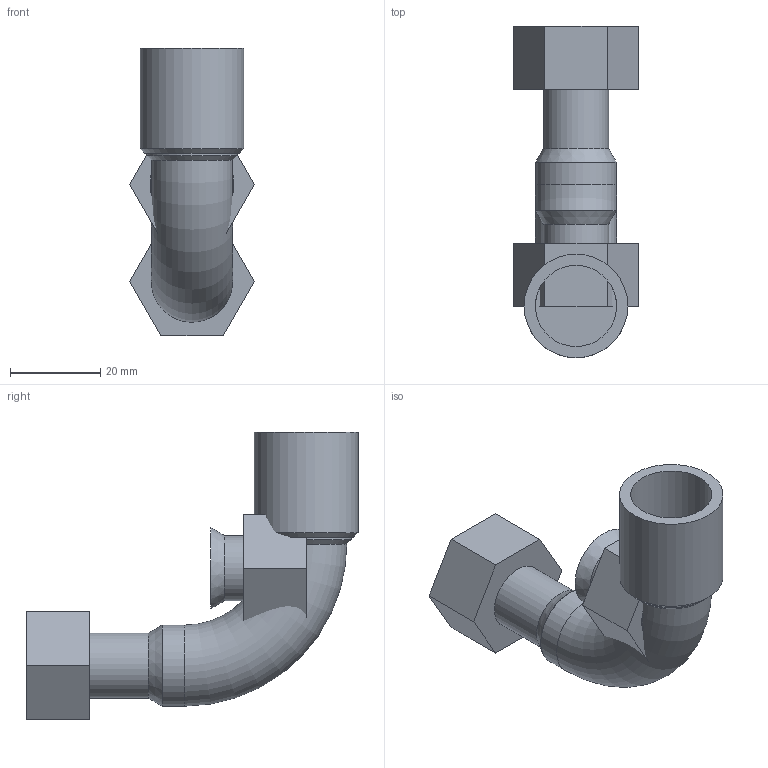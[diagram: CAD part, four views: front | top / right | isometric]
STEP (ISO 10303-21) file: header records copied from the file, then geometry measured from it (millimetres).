
FILE_DESCRIPTION( ( 'Unknown' ), '1' );
FILE_NAME( 'F35R1-2DN18.stp', 'Unknown', ( 'Unknown' ), ( 'Unknown' ), 'PSStep 14.0', 'Unknown', ' ' );
FILE_SCHEMA( ( 'AUTOMOTIVE_DESIGN { 1 0 10303 214 1 1 1 1 }' ) );
Length unit declared in the file: millimetre
Products named in the file (4): Assem1; COD90MHDN18corteGEN; LOCA1-2_18corte; TUERCA1-2_15gen
Bounding box: 27.71 x 73.7 x 63.8 mm (x, y, z)
Volume: 27544 mm3; surface area: 27171.6 mm2
Topology: 6 solids, 6 shells, 70 faces, 138 edges, 92 vertices
Faces by surface type: plane 36, cylinder 22, cone 8, torus 4
Full cylindrical faces by diameter (mm): 11.5 x2, 13.5 x2, 14.5 x2, 14.7 x2, 15 x2, 18 x6, 18.631 x2, 20 x2, 23 x2
Entity records: 1104 total; most frequent: DIRECTION 150, CARTESIAN_POINT 123, ORIENTED_EDGE 90, AXIS2_PLACEMENT_3D 66, EDGE_LOOP 62, FACE_OUTER_BOUND 48, EDGE_CURVE 45, VERTEX_POINT 39
